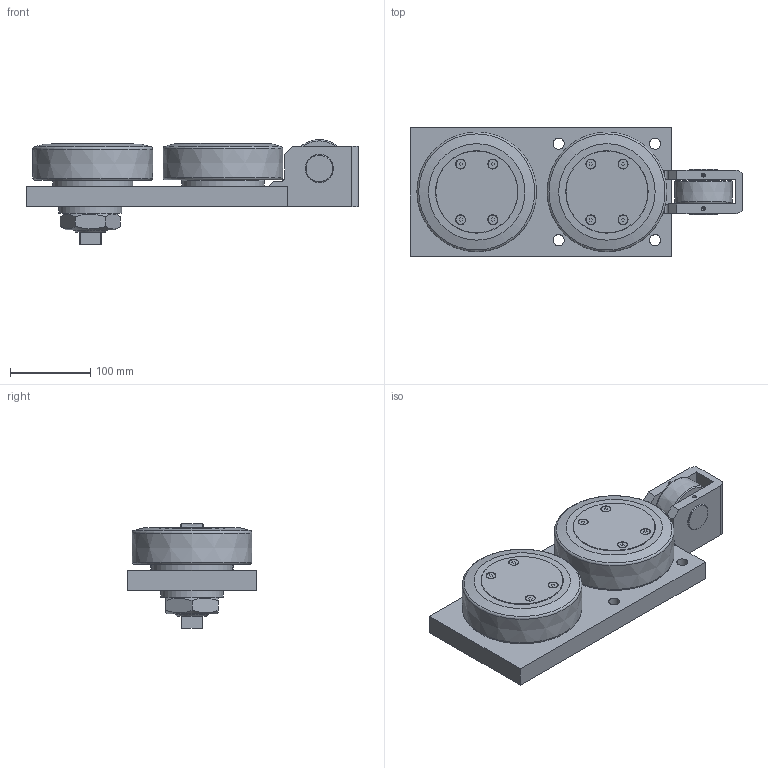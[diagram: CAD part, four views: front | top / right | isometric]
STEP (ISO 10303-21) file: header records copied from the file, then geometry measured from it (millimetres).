
FILE_DESCRIPTION(/* description */ ('-','CAx-IF Rec.Pracs.---Representation and Presentation of Product Manufacturing Information (PMI)---4.0---2014-10-13'),/* implementation_level */ '2;1');
FILE_NAME(/* name */ '5f40e905-c216-4174-9801-759fbd3cefbb.stp',/* time_stamp */ '2020-04-01T16:24:29+02:00',/* author */ ('-'),/* organization */ ('NTI CADcenter A/S'),/* preprocessor_version */ 'ST-DEVELOPER v18',/* originating_system */ 'Autodesk Inventor 2020',/* authorisation */ '-');
FILE_SCHEMA (('AP242_MANAGED_MODEL_BASED_3D_ENGINEERING_MIM_LF { 1 0 10303 442 1 1 4 }'));
Length unit declared in the file: millimetre
Products named in the file (1): SFE 150.5200_Kontur
Bounding box: 413 x 160 x 130.5 mm (x, y, z)
Volume: 3390742 mm3; surface area: 275458.2 mm2
Topology: 2 solids, 2 shells, 204 faces, 520 edges, 354 vertices
Faces by surface type: plane 122, cylinder 46, cone 25, torus 8, bspline 3
Full cylindrical faces by diameter (mm): 4.917 x2, 11.7 x8, 12.4 x8, 13.835 x4, 35 x4, 35.1 x2, 42 x1, 78 x1, 100 x1, 101.4 x2, 102.5 x2, 103 x1
Entity records: 6467 total; most frequent: CARTESIAN_POINT 1247, DIRECTION 1117, ORIENTED_EDGE 1040, EDGE_CURVE 520, AXIS2_PLACEMENT_3D 409, VERTEX_POINT 354, LINE 299, VECTOR 299
